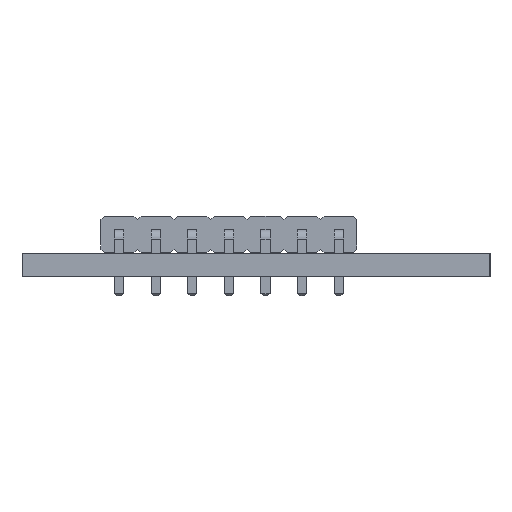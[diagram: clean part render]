
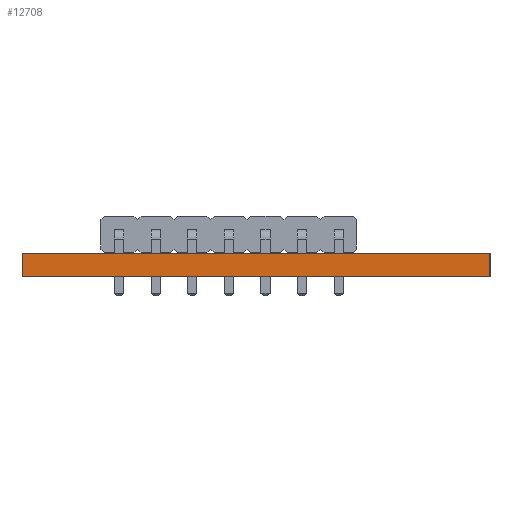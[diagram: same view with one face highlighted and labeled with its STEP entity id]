
A CAD part, left-side view. The second image highlights one B-rep face of the part: STEP entity #12708.
In plain terms, the highlighted planar face has unit normal (-1, 0, 0).
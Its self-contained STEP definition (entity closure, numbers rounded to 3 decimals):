
#12708 = ADVANCED_FACE('',(#12709),#12723,.F.);
#12709 = FACE_BOUND('',#12710,.F.);
#12710 = EDGE_LOOP('',(#12711,#12746,#12774,#12802));
#12711 = ORIENTED_EDGE('',*,*,#12712,.T.);
#12712 = EDGE_CURVE('',#12713,#12715,#12717,.T.);
#12713 = VERTEX_POINT('',#12714);
#12714 = CARTESIAN_POINT('',(118.75,-88.,0.));
#12715 = VERTEX_POINT('',#12716);
#12716 = CARTESIAN_POINT('',(118.75,-88.,1.6));
#12717 = SURFACE_CURVE('',#12718,(#12722,#12734),.PCURVE_S1.);
#12718 = LINE('',#12719,#12720);
#12719 = CARTESIAN_POINT('',(118.75,-88.,0.));
#12720 = VECTOR('',#12721,1.);
#12721 = DIRECTION('',(0.,0.,1.));
#12722 = PCURVE('',#12723,#12728);
#12723 = PLANE('',#12724);
#12724 = AXIS2_PLACEMENT_3D('',#12725,#12726,#12727);
#12725 = CARTESIAN_POINT('',(118.75,-88.,0.));
#12726 = DIRECTION('',(1.,0.,0.));
#12727 = DIRECTION('',(0.,-1.,0.));
#12728 = DEFINITIONAL_REPRESENTATION('',(#12729),#12733);
#12729 = LINE('',#12730,#12731);
#12730 = CARTESIAN_POINT('',(0.,0.));
#12731 = VECTOR('',#12732,1.);
#12732 = DIRECTION('',(0.,-1.));
#12733 = ( GEOMETRIC_REPRESENTATION_CONTEXT(2) 
PARAMETRIC_REPRESENTATION_CONTEXT() REPRESENTATION_CONTEXT('2D SPACE',''
  ) );
#12734 = PCURVE('',#12735,#12740);
#12735 = PLANE('',#12736);
#12736 = AXIS2_PLACEMENT_3D('',#12737,#12738,#12739);
#12737 = CARTESIAN_POINT('',(160.5,-88.,0.));
#12738 = DIRECTION('',(0.,-1.,0.));
#12739 = DIRECTION('',(-1.,0.,0.));
#12740 = DEFINITIONAL_REPRESENTATION('',(#12741),#12745);
#12741 = LINE('',#12742,#12743);
#12742 = CARTESIAN_POINT('',(41.75,0.));
#12743 = VECTOR('',#12744,1.);
#12744 = DIRECTION('',(0.,-1.));
#12745 = ( GEOMETRIC_REPRESENTATION_CONTEXT(2) 
PARAMETRIC_REPRESENTATION_CONTEXT() REPRESENTATION_CONTEXT('2D SPACE',''
  ) );
#12746 = ORIENTED_EDGE('',*,*,#12747,.T.);
#12747 = EDGE_CURVE('',#12715,#12748,#12750,.T.);
#12748 = VERTEX_POINT('',#12749);
#12749 = CARTESIAN_POINT('',(118.75,-120.5,1.6));
#12750 = SURFACE_CURVE('',#12751,(#12755,#12762),.PCURVE_S1.);
#12751 = LINE('',#12752,#12753);
#12752 = CARTESIAN_POINT('',(118.75,-88.,1.6));
#12753 = VECTOR('',#12754,1.);
#12754 = DIRECTION('',(0.,-1.,0.));
#12755 = PCURVE('',#12723,#12756);
#12756 = DEFINITIONAL_REPRESENTATION('',(#12757),#12761);
#12757 = LINE('',#12758,#12759);
#12758 = CARTESIAN_POINT('',(0.,-1.6));
#12759 = VECTOR('',#12760,1.);
#12760 = DIRECTION('',(1.,0.));
#12761 = ( GEOMETRIC_REPRESENTATION_CONTEXT(2) 
PARAMETRIC_REPRESENTATION_CONTEXT() REPRESENTATION_CONTEXT('2D SPACE',''
  ) );
#12762 = PCURVE('',#12763,#12768);
#12763 = PLANE('',#12764);
#12764 = AXIS2_PLACEMENT_3D('',#12765,#12766,#12767);
#12765 = CARTESIAN_POINT('',(139.625,-104.25,1.6));
#12766 = DIRECTION('',(0.,0.,1.));
#12767 = DIRECTION('',(1.,0.,0.));
#12768 = DEFINITIONAL_REPRESENTATION('',(#12769),#12773);
#12769 = LINE('',#12770,#12771);
#12770 = CARTESIAN_POINT('',(-20.875,16.25));
#12771 = VECTOR('',#12772,1.);
#12772 = DIRECTION('',(0.,-1.));
#12773 = ( GEOMETRIC_REPRESENTATION_CONTEXT(2) 
PARAMETRIC_REPRESENTATION_CONTEXT() REPRESENTATION_CONTEXT('2D SPACE',''
  ) );
#12774 = ORIENTED_EDGE('',*,*,#12775,.F.);
#12775 = EDGE_CURVE('',#12776,#12748,#12778,.T.);
#12776 = VERTEX_POINT('',#12777);
#12777 = CARTESIAN_POINT('',(118.75,-120.5,0.));
#12778 = SURFACE_CURVE('',#12779,(#12783,#12790),.PCURVE_S1.);
#12779 = LINE('',#12780,#12781);
#12780 = CARTESIAN_POINT('',(118.75,-120.5,0.));
#12781 = VECTOR('',#12782,1.);
#12782 = DIRECTION('',(0.,0.,1.));
#12783 = PCURVE('',#12723,#12784);
#12784 = DEFINITIONAL_REPRESENTATION('',(#12785),#12789);
#12785 = LINE('',#12786,#12787);
#12786 = CARTESIAN_POINT('',(32.5,0.));
#12787 = VECTOR('',#12788,1.);
#12788 = DIRECTION('',(0.,-1.));
#12789 = ( GEOMETRIC_REPRESENTATION_CONTEXT(2) 
PARAMETRIC_REPRESENTATION_CONTEXT() REPRESENTATION_CONTEXT('2D SPACE',''
  ) );
#12790 = PCURVE('',#12791,#12796);
#12791 = PLANE('',#12792);
#12792 = AXIS2_PLACEMENT_3D('',#12793,#12794,#12795);
#12793 = CARTESIAN_POINT('',(118.75,-120.5,0.));
#12794 = DIRECTION('',(0.,1.,0.));
#12795 = DIRECTION('',(1.,0.,0.));
#12796 = DEFINITIONAL_REPRESENTATION('',(#12797),#12801);
#12797 = LINE('',#12798,#12799);
#12798 = CARTESIAN_POINT('',(0.,0.));
#12799 = VECTOR('',#12800,1.);
#12800 = DIRECTION('',(0.,-1.));
#12801 = ( GEOMETRIC_REPRESENTATION_CONTEXT(2) 
PARAMETRIC_REPRESENTATION_CONTEXT() REPRESENTATION_CONTEXT('2D SPACE',''
  ) );
#12802 = ORIENTED_EDGE('',*,*,#12803,.F.);
#12803 = EDGE_CURVE('',#12713,#12776,#12804,.T.);
#12804 = SURFACE_CURVE('',#12805,(#12809,#12816),.PCURVE_S1.);
#12805 = LINE('',#12806,#12807);
#12806 = CARTESIAN_POINT('',(118.75,-88.,0.));
#12807 = VECTOR('',#12808,1.);
#12808 = DIRECTION('',(0.,-1.,0.));
#12809 = PCURVE('',#12723,#12810);
#12810 = DEFINITIONAL_REPRESENTATION('',(#12811),#12815);
#12811 = LINE('',#12812,#12813);
#12812 = CARTESIAN_POINT('',(0.,0.));
#12813 = VECTOR('',#12814,1.);
#12814 = DIRECTION('',(1.,0.));
#12815 = ( GEOMETRIC_REPRESENTATION_CONTEXT(2) 
PARAMETRIC_REPRESENTATION_CONTEXT() REPRESENTATION_CONTEXT('2D SPACE',''
  ) );
#12816 = PCURVE('',#12817,#12822);
#12817 = PLANE('',#12818);
#12818 = AXIS2_PLACEMENT_3D('',#12819,#12820,#12821);
#12819 = CARTESIAN_POINT('',(139.625,-104.25,0.));
#12820 = DIRECTION('',(0.,0.,1.));
#12821 = DIRECTION('',(1.,0.,0.));
#12822 = DEFINITIONAL_REPRESENTATION('',(#12823),#12827);
#12823 = LINE('',#12824,#12825);
#12824 = CARTESIAN_POINT('',(-20.875,16.25));
#12825 = VECTOR('',#12826,1.);
#12826 = DIRECTION('',(0.,-1.));
#12827 = ( GEOMETRIC_REPRESENTATION_CONTEXT(2) 
PARAMETRIC_REPRESENTATION_CONTEXT() REPRESENTATION_CONTEXT('2D SPACE',''
  ) );
